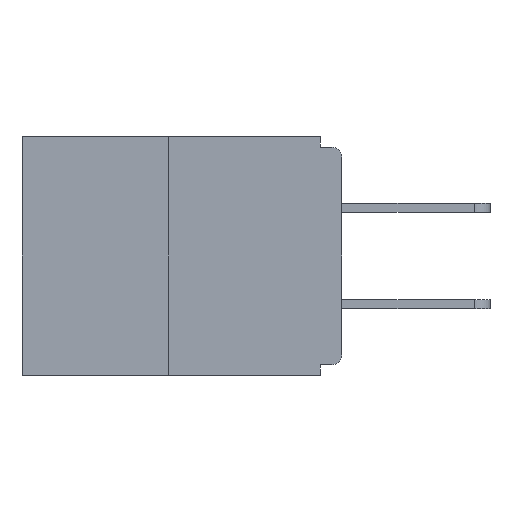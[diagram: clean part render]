
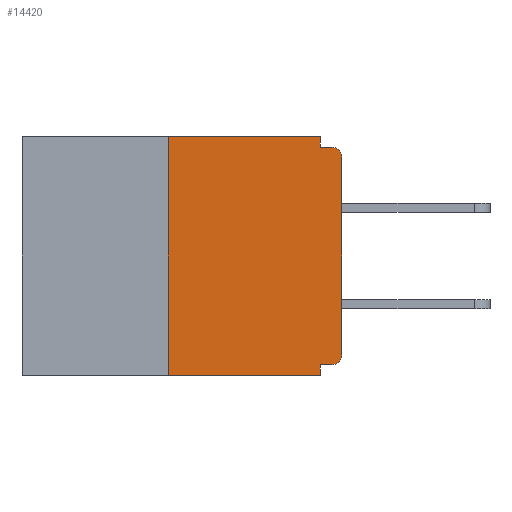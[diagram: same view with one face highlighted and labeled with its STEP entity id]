
A CAD part, left-side view. The second image highlights one B-rep face of the part: STEP entity #14420.
In plain terms, the highlighted planar face has unit normal (-1, 0, 0).
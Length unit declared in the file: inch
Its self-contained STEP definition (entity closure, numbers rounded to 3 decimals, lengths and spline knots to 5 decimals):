
#49 = PLANE ( 'NONE',  #13804 ) ;
#314 = CARTESIAN_POINT ( 'NONE',  ( 0., 0.25, 0. ) ) ;
#521 = VERTEX_POINT ( 'NONE', #13908 ) ;
#1056 = CARTESIAN_POINT ( 'NONE',  ( 0., 0.031, -0.328 ) ) ;
#1185 = DIRECTION ( 'NONE',  ( 0., 0., -1. ) ) ;
#1560 = CARTESIAN_POINT ( 'NONE',  ( 0., 0.031, -0.343 ) ) ;
#2164 = CIRCLE ( 'NONE', #15635, 0.015 ) ;
#3691 = LINE ( 'NONE', #8421, #9484 ) ;
#4008 = DIRECTION ( 'NONE',  ( 1., 0., 0. ) ) ;
#4025 = VECTOR ( 'NONE', #23651, 39.37008 ) ;
#4157 = EDGE_CURVE ( 'NONE', #5248, #17589, #5703, .T. ) ;
#4249 = LINE ( 'NONE', #5886, #15107 ) ;
#4327 = VECTOR ( 'NONE', #21685, 39.37008 ) ;
#4391 = CARTESIAN_POINT ( 'NONE',  ( 0., 0.46, -0.343 ) ) ;
#4798 = AXIS2_PLACEMENT_3D ( 'NONE', #9584, #17587, #1185 ) ;
#5248 = VERTEX_POINT ( 'NONE', #15185 ) ;
#5335 = VECTOR ( 'NONE', #14559, 39.37008 ) ;
#5416 = VERTEX_POINT ( 'NONE', #26189 ) ;
#5543 = CIRCLE ( 'NONE', #4798, 0.015 ) ;
#5674 = CARTESIAN_POINT ( 'NONE',  ( 0., 0., 0. ) ) ;
#5703 = LINE ( 'NONE', #11777, #8950 ) ;
#5886 = CARTESIAN_POINT ( 'NONE',  ( 0., 0., -0.328 ) ) ;
#6828 = EDGE_CURVE ( 'NONE', #23375, #521, #2164, .T. ) ;
#7313 = ORIENTED_EDGE ( 'NONE', *, *, #18585, .F. ) ;
#8118 = DIRECTION ( 'NONE',  ( 0., -1., 0. ) ) ;
#8421 = CARTESIAN_POINT ( 'NONE',  ( 0., 0., -0.015 ) ) ;
#8515 = LINE ( 'NONE', #23386, #4025 ) ;
#8684 = EDGE_CURVE ( 'NONE', #24420, #21750, #5543, .T. ) ;
#8758 = EDGE_CURVE ( 'NONE', #24420, #18771, #4249, .T. ) ;
#8950 = VECTOR ( 'NONE', #8118, 39.37008 ) ;
#9441 = ORIENTED_EDGE ( 'NONE', *, *, #11678, .F. ) ;
#9484 = VECTOR ( 'NONE', #14389, 39.37008 ) ;
#9486 = VECTOR ( 'NONE', #24557, 39.37008 ) ;
#9584 = CARTESIAN_POINT ( 'NONE',  ( 0., 0.015, -0.313 ) ) ;
#10016 = ORIENTED_EDGE ( 'NONE', *, *, #6828, .T. ) ;
#10320 = ORIENTED_EDGE ( 'NONE', *, *, #20741, .T. ) ;
#10418 = DIRECTION ( 'NONE',  ( 0., 0., -1. ) ) ;
#10753 = VERTEX_POINT ( 'NONE', #23875 ) ;
#10801 = LINE ( 'NONE', #314, #5335 ) ;
#11556 = EDGE_LOOP ( 'NONE', ( #22451, #9441, #25259, #24660, #18225, #23326, #10320, #10016, #7313, #20145 ) ) ;
#11678 = EDGE_CURVE ( 'NONE', #5416, #5248, #10801, .T. ) ;
#11777 = CARTESIAN_POINT ( 'NONE',  ( 0., 0.46, 0. ) ) ;
#11952 = LINE ( 'NONE', #5674, #24686 ) ;
#12383 = DIRECTION ( 'NONE',  ( -1., 0., 0. ) ) ;
#13804 = AXIS2_PLACEMENT_3D ( 'NONE', #24260, #4008, #18211 ) ;
#13908 = CARTESIAN_POINT ( 'NONE',  ( 0., 0.015, -0.015 ) ) ;
#14389 = DIRECTION ( 'NONE',  ( 0., -1., 0. ) ) ;
#14406 = CARTESIAN_POINT ( 'NONE',  ( 0., 0.031, 0. ) ) ;
#14420 = ADVANCED_FACE ( 'NONE', ( #15375 ), #49, .F. ) ;
#14559 = DIRECTION ( 'NONE',  ( 0., 0., 1. ) ) ;
#15107 = VECTOR ( 'NONE', #17943, 39.37008 ) ;
#15185 = CARTESIAN_POINT ( 'NONE',  ( 0., 0.25, 0. ) ) ;
#15375 = FACE_OUTER_BOUND ( 'NONE', #11556, .T. ) ;
#15635 = AXIS2_PLACEMENT_3D ( 'NONE', #18428, #12383, #10418 ) ;
#16701 = CARTESIAN_POINT ( 'NONE',  ( 0., 0.015, -0.328 ) ) ;
#16843 = LINE ( 'NONE', #4391, #9486 ) ;
#17192 = CARTESIAN_POINT ( 'NONE',  ( 0., 0., -0.313 ) ) ;
#17587 = DIRECTION ( 'NONE',  ( -1., 0., 0. ) ) ;
#17589 = VERTEX_POINT ( 'NONE', #14406 ) ;
#17619 = EDGE_CURVE ( 'NONE', #5416, #25841, #16843, .T. ) ;
#17943 = DIRECTION ( 'NONE',  ( 0., 1., 0. ) ) ;
#18211 = DIRECTION ( 'NONE',  ( 0., 0., -1. ) ) ;
#18225 = ORIENTED_EDGE ( 'NONE', *, *, #8758, .F. ) ;
#18314 = EDGE_CURVE ( 'NONE', #18771, #25841, #26004, .T. ) ;
#18428 = CARTESIAN_POINT ( 'NONE',  ( 0., 0.015, -0.03 ) ) ;
#18585 = EDGE_CURVE ( 'NONE', #10753, #521, #3691, .T. ) ;
#18771 = VERTEX_POINT ( 'NONE', #1056 ) ;
#19077 = CARTESIAN_POINT ( 'NONE',  ( 0., 0., -0.03 ) ) ;
#19345 = EDGE_CURVE ( 'NONE', #17589, #10753, #8515, .T. ) ;
#19921 = DIRECTION ( 'NONE',  ( 0., 0., 1. ) ) ;
#20145 = ORIENTED_EDGE ( 'NONE', *, *, #19345, .F. ) ;
#20741 = EDGE_CURVE ( 'NONE', #21750, #23375, #11952, .T. ) ;
#21685 = DIRECTION ( 'NONE',  ( 0., 0., -1. ) ) ;
#21750 = VERTEX_POINT ( 'NONE', #17192 ) ;
#22451 = ORIENTED_EDGE ( 'NONE', *, *, #4157, .F. ) ;
#23326 = ORIENTED_EDGE ( 'NONE', *, *, #8684, .T. ) ;
#23375 = VERTEX_POINT ( 'NONE', #19077 ) ;
#23386 = CARTESIAN_POINT ( 'NONE',  ( 0., 0.031, 0. ) ) ;
#23614 = CARTESIAN_POINT ( 'NONE',  ( 0., 0.031, -0.343 ) ) ;
#23651 = DIRECTION ( 'NONE',  ( 0., 0., -1. ) ) ;
#23875 = CARTESIAN_POINT ( 'NONE',  ( 0., 0.031, -0.015 ) ) ;
#24260 = CARTESIAN_POINT ( 'NONE',  ( 0., 0.46, 0. ) ) ;
#24420 = VERTEX_POINT ( 'NONE', #16701 ) ;
#24557 = DIRECTION ( 'NONE',  ( 0., -1., 0. ) ) ;
#24660 = ORIENTED_EDGE ( 'NONE', *, *, #18314, .F. ) ;
#24686 = VECTOR ( 'NONE', #19921, 39.37008 ) ;
#25259 = ORIENTED_EDGE ( 'NONE', *, *, #17619, .T. ) ;
#25841 = VERTEX_POINT ( 'NONE', #23614 ) ;
#26004 = LINE ( 'NONE', #1560, #4327 ) ;
#26189 = CARTESIAN_POINT ( 'NONE',  ( 0., 0.25, -0.343 ) ) ;
